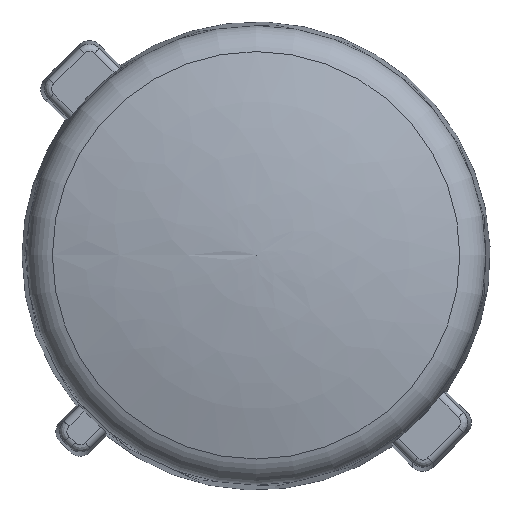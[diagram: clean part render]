
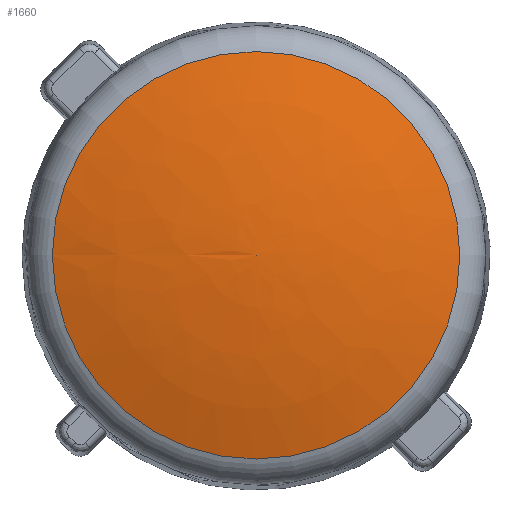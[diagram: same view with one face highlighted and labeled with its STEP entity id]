
A CAD part, top view. The second image highlights one B-rep face of the part: STEP entity #1660.
In plain terms, the highlighted free-form (B-spline) face has degree [2, 2] with [3, 9] control points.
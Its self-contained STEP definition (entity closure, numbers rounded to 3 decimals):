
#20=(
BOUNDED_SURFACE()
B_SPLINE_SURFACE(2,2,((#3850,#3851,#3852,#3853,#3854,#3855,#3856,#3857,
#3858),(#3859,#3860,#3861,#3862,#3863,#3864,#3865,#3866,#3867),(#3868,#3869,
#3870,#3871,#3872,#3873,#3874,#3875,#3876)),.UNSPECIFIED.,.F.,.T.,.F.)
B_SPLINE_SURFACE_WITH_KNOTS((3,3),(3,2,2,2,3),(1.291,1.554),
(-3.142,-1.571,0.,1.571,3.142),
 .UNSPECIFIED.)
GEOMETRIC_REPRESENTATION_ITEM()
RATIONAL_B_SPLINE_SURFACE(((1.,0.707,1.,0.707,1.,
0.707,1.,0.707,1.),(0.991,0.701,
0.991,0.701,0.991,0.701,
0.991,0.701,0.991),(1.,0.707,
1.,0.707,1.,0.707,1.,0.707,1.)))
REPRESENTATION_ITEM('')
SURFACE()
);
#105=CIRCLE('',#1826,7.125);
#106=CIRCLE('',#1827,7.125);
#107=CIRCLE('',#1828,27.5);
#300=FACE_OUTER_BOUND('',#396,.T.);
#396=EDGE_LOOP('',(#1527,#1528,#1529,#1530));
#766=VERTEX_POINT('',#3845);
#767=VERTEX_POINT('',#3847);
#768=VERTEX_POINT('',#3877);
#1020=EDGE_CURVE('',#766,#767,#105,.T.);
#1021=EDGE_CURVE('',#767,#766,#106,.T.);
#1022=EDGE_CURVE('',#767,#768,#107,.T.);
#1527=ORIENTED_EDGE('',*,*,#1021,.F.);
#1528=ORIENTED_EDGE('',*,*,#1022,.T.);
#1529=ORIENTED_EDGE('',*,*,#1022,.F.);
#1530=ORIENTED_EDGE('',*,*,#1020,.F.);
#1660=ADVANCED_FACE('',(#300),#20,.F.);
#1826=AXIS2_PLACEMENT_3D('',#3848,#2219,#2220);
#1827=AXIS2_PLACEMENT_3D('',#3849,#2221,#2222);
#1828=AXIS2_PLACEMENT_3D('',#3878,#2223,#2224);
#2219=DIRECTION('center_axis',(0.,0.,-1.));
#2220=DIRECTION('ref_axis',(1.,0.,0.));
#2221=DIRECTION('center_axis',(0.,0.,-1.));
#2222=DIRECTION('ref_axis',(1.,0.,0.));
#2223=DIRECTION('center_axis',(0.,1.,0.));
#2224=DIRECTION('ref_axis',(-1.,0.,0.));
#3845=CARTESIAN_POINT('',(7.125,0.,13.185));
#3847=CARTESIAN_POINT('',(-7.125,0.,13.185));
#3848=CARTESIAN_POINT('Origin',(0.,0.,13.185));
#3849=CARTESIAN_POINT('Origin',(0.,0.,13.185));
#3850=CARTESIAN_POINT('Ctrl Pts',(-7.125,0.,
13.185));
#3851=CARTESIAN_POINT('Ctrl Pts',(-7.125,-7.125,13.185));
#3852=CARTESIAN_POINT('Ctrl Pts',(0.,-7.125,
13.185));
#3853=CARTESIAN_POINT('Ctrl Pts',(7.125,-7.125,13.185));
#3854=CARTESIAN_POINT('Ctrl Pts',(7.125,0.,
13.185));
#3855=CARTESIAN_POINT('Ctrl Pts',(7.125,7.125,13.185));
#3856=CARTESIAN_POINT('Ctrl Pts',(0.,7.125,
13.185));
#3857=CARTESIAN_POINT('Ctrl Pts',(-7.125,7.125,13.185));
#3858=CARTESIAN_POINT('Ctrl Pts',(-7.125,0.,
13.185));
#3859=CARTESIAN_POINT('Ctrl Pts',(-3.633,0.,
14.188));
#3860=CARTESIAN_POINT('Ctrl Pts',(-3.633,-3.633,14.188));
#3861=CARTESIAN_POINT('Ctrl Pts',(0.,-3.633,
14.188));
#3862=CARTESIAN_POINT('Ctrl Pts',(3.633,-3.633,14.188));
#3863=CARTESIAN_POINT('Ctrl Pts',(3.633,0.,
14.188));
#3864=CARTESIAN_POINT('Ctrl Pts',(3.633,3.633,14.188));
#3865=CARTESIAN_POINT('Ctrl Pts',(0.,3.633,
14.188));
#3866=CARTESIAN_POINT('Ctrl Pts',(-3.633,3.633,14.188));
#3867=CARTESIAN_POINT('Ctrl Pts',(-3.633,0.,
14.188));
#3868=CARTESIAN_POINT('Ctrl Pts',(0.,0.,
14.25));
#3869=CARTESIAN_POINT('Ctrl Pts',(0.,0.,
14.25));
#3870=CARTESIAN_POINT('Ctrl Pts',(0.,0.,14.25));
#3871=CARTESIAN_POINT('Ctrl Pts',(0.,0.,
14.25));
#3872=CARTESIAN_POINT('Ctrl Pts',(0.,0.,
14.25));
#3873=CARTESIAN_POINT('Ctrl Pts',(0.,0.,
14.25));
#3874=CARTESIAN_POINT('Ctrl Pts',(0.,0.,14.25));
#3875=CARTESIAN_POINT('Ctrl Pts',(0.,0.,
14.25));
#3876=CARTESIAN_POINT('Ctrl Pts',(0.,0.,
14.25));
#3877=CARTESIAN_POINT('',(0.,0.,14.25));
#3878=CARTESIAN_POINT('Origin',(0.47,0.,
-13.246));
